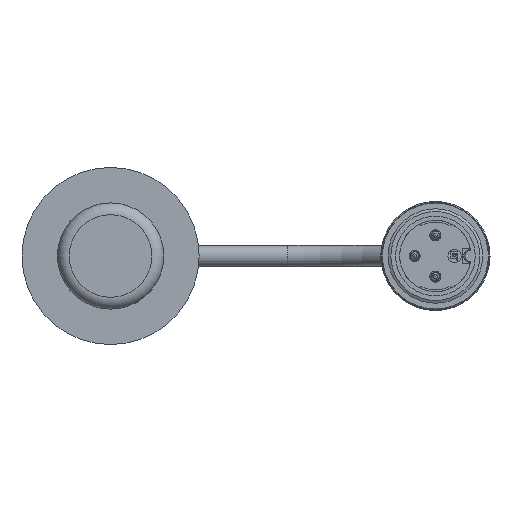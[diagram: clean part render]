
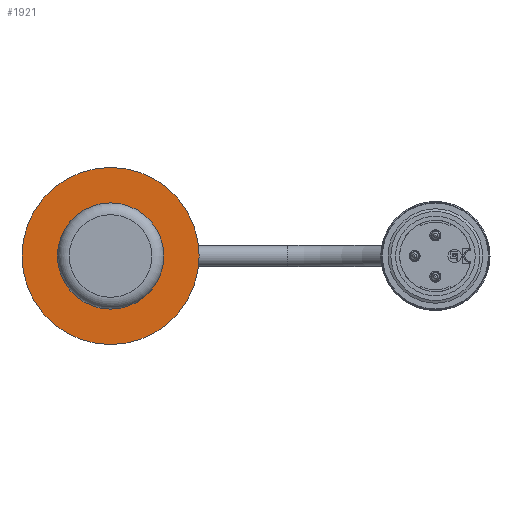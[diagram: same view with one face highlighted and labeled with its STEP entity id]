
A CAD part, left-side view. The second image highlights one B-rep face of the part: STEP entity #1921.
In plain terms, the highlighted planar face has unit normal (-1, 0, 0).
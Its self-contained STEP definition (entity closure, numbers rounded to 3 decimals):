
#253=PLANE('',#2080);
#318=CIRCLE('',#2079,9.);
#319=CIRCLE('',#2081,15.);
#443=FACE_BOUND('',#652,.T.);
#514=FACE_OUTER_BOUND('',#651,.T.);
#651=EDGE_LOOP('',(#1277));
#652=EDGE_LOOP('',(#1278));
#861=VERTEX_POINT('',#3058);
#862=VERTEX_POINT('',#3061);
#1038=EDGE_CURVE('',#861,#861,#318,.T.);
#1039=EDGE_CURVE('',#862,#862,#319,.T.);
#1277=ORIENTED_EDGE('',*,*,#1039,.F.);
#1278=ORIENTED_EDGE('',*,*,#1038,.T.);
#1921=ADVANCED_FACE('',(#514,#443),#253,.T.);
#2079=AXIS2_PLACEMENT_3D('',#3059,#2332,#2333);
#2080=AXIS2_PLACEMENT_3D('',#3060,#2334,#2335);
#2081=AXIS2_PLACEMENT_3D('',#3062,#2336,#2337);
#2332=DIRECTION('center_axis',(1.,0.,0.));
#2333=DIRECTION('ref_axis',(0.,0.,-1.));
#2334=DIRECTION('center_axis',(-1.,0.,0.));
#2335=DIRECTION('ref_axis',(0.,0.,1.));
#2336=DIRECTION('center_axis',(1.,0.,0.));
#2337=DIRECTION('ref_axis',(0.,0.,-1.));
#3058=CARTESIAN_POINT('',(45.,9.,0.));
#3059=CARTESIAN_POINT('Origin',(45.,0.,0.));
#3060=CARTESIAN_POINT('Origin',(45.,15.,0.));
#3061=CARTESIAN_POINT('',(45.,15.,0.));
#3062=CARTESIAN_POINT('Origin',(45.,0.,0.));
